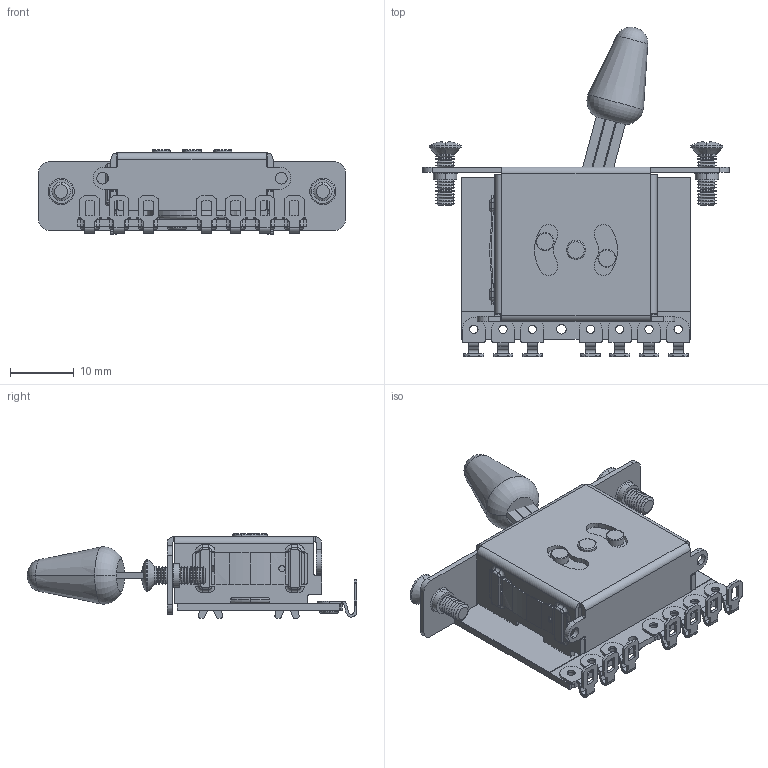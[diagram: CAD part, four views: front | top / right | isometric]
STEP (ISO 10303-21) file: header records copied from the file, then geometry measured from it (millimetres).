
FILE_DESCRIPTION (( 'STEP AP214' ), '1' );
FILE_NAME ('STEP Switch 5-Position Guitar.STEP', '2021-08-03T08:16:28', ( '' ), ( '' ), 'SwSTEP 2.0', 'SolidWorks 2021', '' );
FILE_SCHEMA (( 'AUTOMOTIVE_DESIGN' ));
Length unit declared in the file: millimetre
Products named in the file (1): STEP Switch 5-Position Guitar
Bounding box: 48 x 51.6 x 13.3 mm (x, y, z)
Volume: 4884.1 mm3; surface area: 10027.2 mm2
Topology: 18 solids, 18 shells, 1058 faces, 2725 edges, 1705 vertices
Faces by surface type: cylinder 490, plane 348, cone 130, torus 80, bspline 10
Entity records: 36761 total; most frequent: DIRECTION 5964, CARTESIAN_POINT 5893, ORIENTED_EDGE 5446, EDGE_CURVE 2723, AXIS2_PLACEMENT_3D 2252, VERTEX_POINT 1705, LINE 1460, VECTOR 1460
